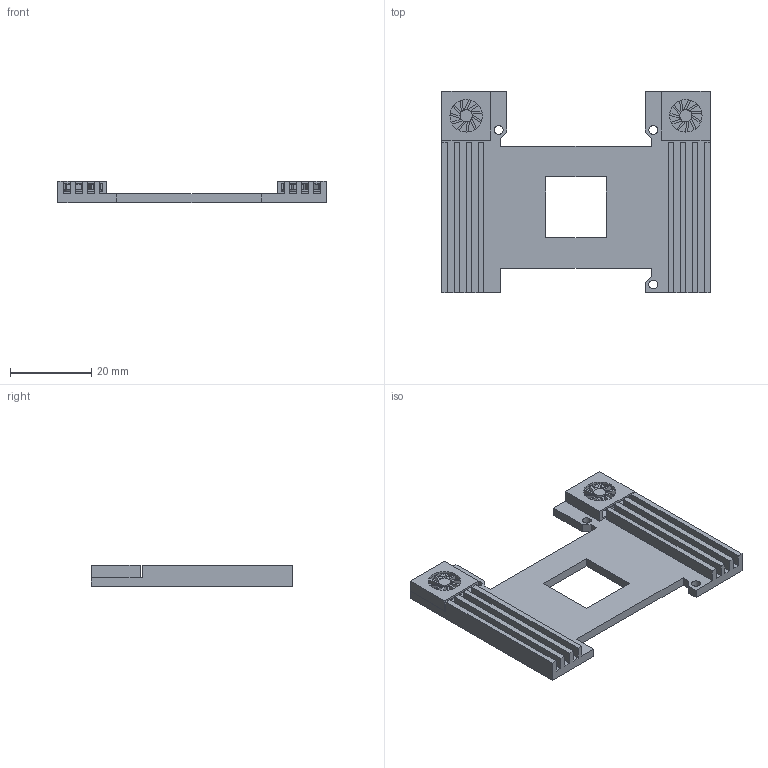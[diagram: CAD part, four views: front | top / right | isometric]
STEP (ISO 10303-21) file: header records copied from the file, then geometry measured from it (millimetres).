
FILE_DESCRIPTION(/* description */ (''),/* implementation_level */ '2;1');
FILE_NAME(/* name */ 'Rev2 v12.step',/* time_stamp */ '2023-11-25T16:56:44-05:00',/* author */ (''),/* organization */ (''),/* preprocessor_version */ 'ST-DEVELOPER v20',/* originating_system */ 'Autodesk Translation Framework v12.9.0.99',/* authorisation */ '');
FILE_SCHEMA (('AUTOMOTIVE_DESIGN { 1 0 10303 214 3 1 1 }'));
Length unit declared in the file: millimetre
Products named in the file (3): Rev2; Heatsink; Fan
Assembly tree (3 placements, depth 3):
  Rev2
    Heatsink
      Fan  x2
Bounding box: 66 x 49.5 x 5.2 mm (x, y, z)
Volume: 6831.1 mm3; surface area: 8775.1 mm2
Topology: 3 solids, 3 shells, 177 faces, 495 edges, 330 vertices
Faces by surface type: plane 146, cylinder 31
Full cylindrical faces by diameter (mm): 2.2 x3, 3 x2, 8 x2, 9.5 x2
Entity records: 3906 total; most frequent: CARTESIAN_POINT 674, ORIENTED_EDGE 660, DIRECTION 634, EDGE_CURVE 330, LINE 274, VECTOR 274, VERTEX_POINT 220, AXIS2_PLACEMENT_3D 180
